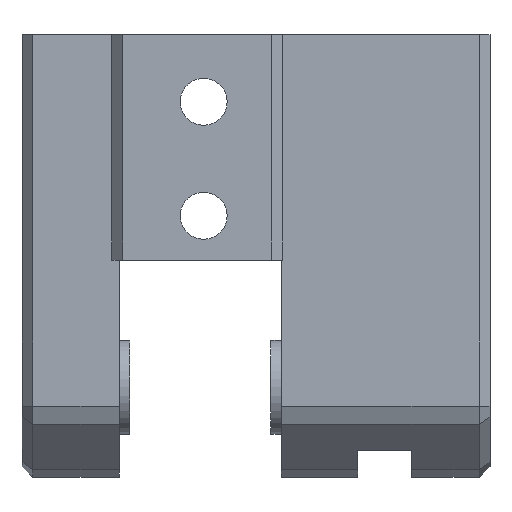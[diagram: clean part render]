
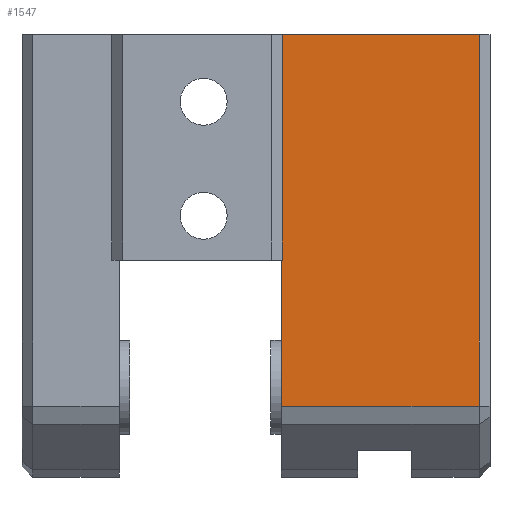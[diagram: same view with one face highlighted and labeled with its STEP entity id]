
A CAD part, left-side view. The second image highlights one B-rep face of the part: STEP entity #1547.
In plain terms, the highlighted planar face has unit normal (-1, 0, 0).
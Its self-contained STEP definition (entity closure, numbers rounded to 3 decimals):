
#516 = VERTEX_POINT('',#517);
#517 = CARTESIAN_POINT('',(0.25,-19.45,16.2));
#523 = EDGE_CURVE('',#516,#524,#526,.T.);
#524 = VERTEX_POINT('',#525);
#525 = CARTESIAN_POINT('',(0.25,-19.5,16.2));
#526 = LINE('',#527,#528);
#527 = CARTESIAN_POINT('',(0.25,-6.7,16.2));
#528 = VECTOR('',#529,1.);
#529 = DIRECTION('',(0.,-1.,0.));
#610 = EDGE_CURVE('',#516,#611,#613,.T.);
#611 = VERTEX_POINT('',#612);
#612 = CARTESIAN_POINT('',(0.25,-19.45,5.31));
#613 = LINE('',#614,#615);
#614 = CARTESIAN_POINT('',(0.25,-19.45,4.61));
#615 = VECTOR('',#616,1.);
#616 = DIRECTION('',(-0.,0.,-1.));
#707 = VERTEX_POINT('',#708);
#708 = CARTESIAN_POINT('',(0.25,-19.5,33.));
#714 = EDGE_CURVE('',#715,#707,#717,.T.);
#715 = VERTEX_POINT('',#716);
#716 = CARTESIAN_POINT('',(0.25,-34.2,33.));
#717 = LINE('',#718,#719);
#718 = CARTESIAN_POINT('',(0.25,-19.6,33.));
#719 = VECTOR('',#720,1.);
#720 = DIRECTION('',(0.,1.,0.));
#1297 = VERTEX_POINT('',#1298);
#1298 = CARTESIAN_POINT('',(0.25,-34.2,5.31));
#1304 = EDGE_CURVE('',#611,#1297,#1305,.T.);
#1305 = LINE('',#1306,#1307);
#1306 = CARTESIAN_POINT('',(0.25,-19.45,5.31));
#1307 = VECTOR('',#1308,1.);
#1308 = DIRECTION('',(0.,-1.,0.));
#1547 = ADVANCED_FACE('',(#1548),#1566,.T.);
#1548 = FACE_BOUND('',#1549,.T.);
#1549 = EDGE_LOOP('',(#1550,#1551,#1557,#1558,#1559,#1560));
#1550 = ORIENTED_EDGE('',*,*,#714,.T.);
#1551 = ORIENTED_EDGE('',*,*,#1552,.F.);
#1552 = EDGE_CURVE('',#524,#707,#1553,.T.);
#1553 = LINE('',#1554,#1555);
#1554 = CARTESIAN_POINT('',(0.25,-19.5,16.2));
#1555 = VECTOR('',#1556,1.);
#1556 = DIRECTION('',(0.,0.,1.));
#1557 = ORIENTED_EDGE('',*,*,#523,.F.);
#1558 = ORIENTED_EDGE('',*,*,#610,.T.);
#1559 = ORIENTED_EDGE('',*,*,#1304,.T.);
#1560 = ORIENTED_EDGE('',*,*,#1561,.T.);
#1561 = EDGE_CURVE('',#1297,#715,#1562,.T.);
#1562 = LINE('',#1563,#1564);
#1563 = CARTESIAN_POINT('',(0.25,-34.2,4.51));
#1564 = VECTOR('',#1565,1.);
#1565 = DIRECTION('',(0.,0.,1.));
#1566 = PLANE('',#1567);
#1567 = AXIS2_PLACEMENT_3D('',#1568,#1569,#1570);
#1568 = CARTESIAN_POINT('',(0.25,-27.235,18.745));
#1569 = DIRECTION('',(-1.,0.,0.));
#1570 = DIRECTION('',(0.,-1.,0.));
